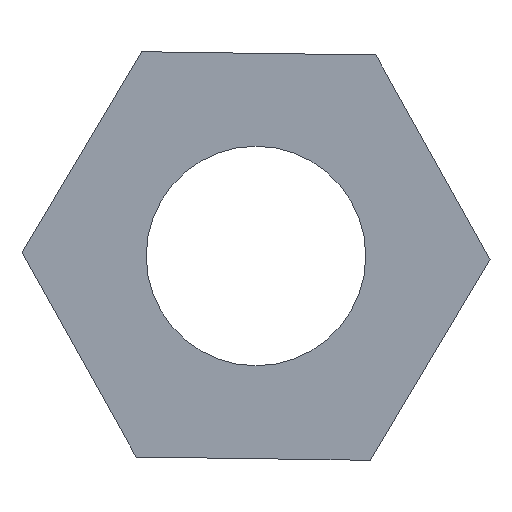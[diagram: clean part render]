
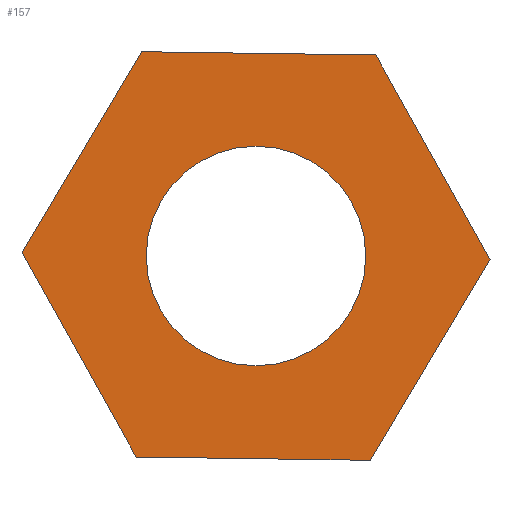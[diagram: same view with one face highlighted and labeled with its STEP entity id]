
A CAD part, front view. The second image highlights one B-rep face of the part: STEP entity #157.
In plain terms, the highlighted planar face has unit normal (0, -1, 0).
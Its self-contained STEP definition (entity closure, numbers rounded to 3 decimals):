
#6 = CARTESIAN_POINT ( 'NONE',  ( 0.108, 0., -0.021 ) ) ;
#7 = DIRECTION ( 'NONE',  ( -0.488, 0., 0.873 ) ) ;
#8 = CARTESIAN_POINT ( 'NONE',  ( -2.663, 0., 0.018 ) ) ;
#10 = DIRECTION ( 'NONE',  ( -1., 0., 0.014 ) ) ;
#15 = DIRECTION ( 'NONE',  ( -0.512, 0., -0.859 ) ) ;
#16 = CARTESIAN_POINT ( 'NONE',  ( -1.311, 0., -2.401 ) ) ;
#21 = DIRECTION ( 'NONE',  ( 0.488, 0., -0.873 ) ) ;
#22 = CARTESIAN_POINT ( 'NONE',  ( 1.46, 0., -2.44 ) ) ;
#24 = CARTESIAN_POINT ( 'NONE',  ( 2.879, 0., -0.059 ) ) ;
#29 = DIRECTION ( 'NONE',  ( 1., 0., -0.014 ) ) ;
#38 = DIRECTION ( 'NONE',  ( 0.512, 0., 0.859 ) ) ;
#39 = CARTESIAN_POINT ( 'NONE',  ( 1.527, 0., 2.36 ) ) ;
#40 = DIRECTION ( 'NONE',  ( 0., 0., -1. ) ) ;
#41 = DIRECTION ( 'NONE',  ( 0., -1., 0. ) ) ;
#42 = CARTESIAN_POINT ( 'NONE',  ( 0.108, 0., -0.021 ) ) ;
#44 = CARTESIAN_POINT ( 'NONE',  ( -1.244, 0., 2.398 ) ) ;
#64 = DIRECTION ( 'NONE',  ( 0., 0., 1. ) ) ;
#65 = DIRECTION ( 'NONE',  ( 0., 1., 0. ) ) ;
#66 = PLANE ( 'NONE',  #337 ) ;
#75 = CARTESIAN_POINT ( 'NONE',  ( -2.696, 0., -2.469 ) ) ;
#87 = CARTESIAN_POINT ( 'NONE',  ( -1.311, 0., -2.401 ) ) ;
#89 = CARTESIAN_POINT ( 'NONE',  ( 1.46, 0., -2.44 ) ) ;
#91 = CARTESIAN_POINT ( 'NONE',  ( 2.879, 0., -0.059 ) ) ;
#93 = CARTESIAN_POINT ( 'NONE',  ( 1.527, 0., 2.36 ) ) ;
#95 = CARTESIAN_POINT ( 'NONE',  ( -1.244, 0., 2.398 ) ) ;
#97 = CARTESIAN_POINT ( 'NONE',  ( 0.108, 0., 1.279 ) ) ;
#98 = CARTESIAN_POINT ( 'NONE',  ( -2.663, 0., 0.018 ) ) ;
#107 = VERTEX_POINT ( 'NONE', #97 ) ;
#108 = VERTEX_POINT ( 'NONE', #121 ) ;
#110 = VERTEX_POINT ( 'NONE', #95 ) ;
#112 = VERTEX_POINT ( 'NONE', #93 ) ;
#113 = VERTEX_POINT ( 'NONE', #98 ) ;
#115 = VERTEX_POINT ( 'NONE', #91 ) ;
#117 = VERTEX_POINT ( 'NONE', #89 ) ;
#119 = VERTEX_POINT ( 'NONE', #87 ) ;
#121 = CARTESIAN_POINT ( 'NONE',  ( 0.108, 0., -1.321 ) ) ;
#125 = DIRECTION ( 'NONE',  ( 0., 0., -1. ) ) ;
#126 = DIRECTION ( 'NONE',  ( 0., -1., 0. ) ) ;
#157 = ADVANCED_FACE ( 'NONE', ( #293, #165 ), #66, .F. ) ;
#165 = FACE_OUTER_BOUND ( 'NONE', #200, .T. ) ;
#181 = ORIENTED_EDGE ( 'NONE', *, *, #299, .F. ) ;
#185 = ORIENTED_EDGE ( 'NONE', *, *, #303, .F. ) ;
#186 = ORIENTED_EDGE ( 'NONE', *, *, #307, .F. ) ;
#187 = ORIENTED_EDGE ( 'NONE', *, *, #313, .F. ) ;
#188 = ORIENTED_EDGE ( 'NONE', *, *, #298, .F. ) ;
#189 = ORIENTED_EDGE ( 'NONE', *, *, #318, .F. ) ;
#194 = ORIENTED_EDGE ( 'NONE', *, *, #310, .F. ) ;
#200 = EDGE_LOOP ( 'NONE', ( #187, #194, #186, #185, #181, #211 ) ) ;
#211 = ORIENTED_EDGE ( 'NONE', *, *, #314, .F. ) ;
#237 = EDGE_LOOP ( 'NONE', ( #189, #188 ) ) ;
#249 = CIRCLE ( 'NONE', #340, 1.3 ) ;
#252 = VECTOR ( 'NONE', #7, 1000. ) ;
#253 = LINE ( 'NONE', #8, #252 ) ;
#255 = VECTOR ( 'NONE', #10, 1000. ) ;
#261 = VECTOR ( 'NONE', #15, 1000. ) ;
#266 = VECTOR ( 'NONE', #21, 1000. ) ;
#269 = LINE ( 'NONE', #22, #261 ) ;
#272 = LINE ( 'NONE', #24, #266 ) ;
#273 = VECTOR ( 'NONE', #29, 1000. ) ;
#280 = CIRCLE ( 'NONE', #319, 1.3 ) ;
#281 = LINE ( 'NONE', #44, #284 ) ;
#282 = LINE ( 'NONE', #39, #273 ) ;
#283 = LINE ( 'NONE', #16, #255 ) ;
#284 = VECTOR ( 'NONE', #38, 1000. ) ;
#293 = FACE_BOUND ( 'NONE', #237, .T. ) ;
#298 = EDGE_CURVE ( 'NONE', #107, #108, #280, .T. ) ;
#299 = EDGE_CURVE ( 'NONE', #113, #110, #281, .T. ) ;
#303 = EDGE_CURVE ( 'NONE', #110, #112, #282, .T. ) ;
#307 = EDGE_CURVE ( 'NONE', #112, #115, #272, .T. ) ;
#310 = EDGE_CURVE ( 'NONE', #115, #117, #269, .T. ) ;
#313 = EDGE_CURVE ( 'NONE', #117, #119, #283, .T. ) ;
#314 = EDGE_CURVE ( 'NONE', #119, #113, #253, .T. ) ;
#318 = EDGE_CURVE ( 'NONE', #108, #107, #249, .T. ) ;
#319 = AXIS2_PLACEMENT_3D ( 'NONE', #42, #41, #40 ) ;
#337 = AXIS2_PLACEMENT_3D ( 'NONE', #75, #65, #64 ) ;
#340 = AXIS2_PLACEMENT_3D ( 'NONE', #6, #126, #125 ) ;
